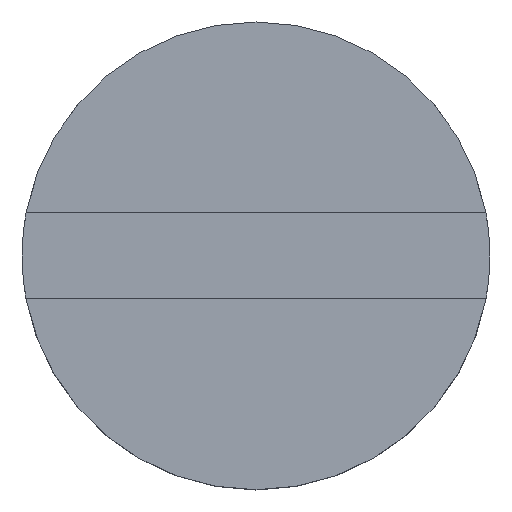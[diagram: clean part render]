
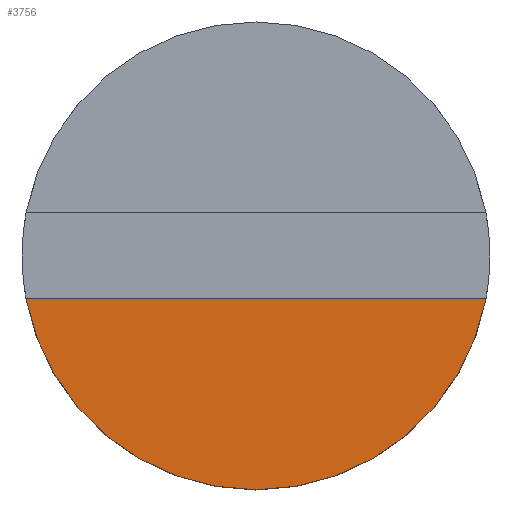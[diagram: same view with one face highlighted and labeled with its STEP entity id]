
A CAD part, top view. The second image highlights one B-rep face of the part: STEP entity #3756.
In plain terms, the highlighted planar face has unit normal (0, 0, 1).
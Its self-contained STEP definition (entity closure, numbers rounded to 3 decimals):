
#214 = AXIS2_PLACEMENT_3D ( 'NONE', #1874, #1066, #2615 ) ;
#309 = VERTEX_POINT ( 'NONE', #4986 ) ;
#584 = AXIS2_PLACEMENT_3D ( 'NONE', #2913, #3641, #8678 ) ;
#1066 = DIRECTION ( 'NONE',  ( 0., 0., 1. ) ) ;
#1193 = EDGE_LOOP ( 'NONE', ( #7906, #5144 ) ) ;
#1408 = VECTOR ( 'NONE', #3238, 1000. ) ;
#1874 = CARTESIAN_POINT ( 'NONE',  ( 0., 0., 1.3 ) ) ;
#1942 = CIRCLE ( 'NONE', #584, 1.9 ) ;
#2391 = CARTESIAN_POINT ( 'NONE',  ( 0., -0.35, 1.3 ) ) ;
#2615 = DIRECTION ( 'NONE',  ( 1., 0., 0. ) ) ;
#2913 = CARTESIAN_POINT ( 'NONE',  ( 0., 0., 1.3 ) ) ;
#3238 = DIRECTION ( 'NONE',  ( 1., 0., 0. ) ) ;
#3551 = LINE ( 'NONE', #2391, #1408 ) ;
#3583 = EDGE_CURVE ( 'NONE', #8121, #309, #1942, .T. ) ;
#3641 = DIRECTION ( 'NONE',  ( 0., 0., 1. ) ) ;
#3756 = ADVANCED_FACE ( 'NONE', ( #6345 ), #5391, .T. ) ;
#4883 = CARTESIAN_POINT ( 'NONE',  ( -1.867, -0.35, 1.3 ) ) ;
#4986 = CARTESIAN_POINT ( 'NONE',  ( 1.867, -0.35, 1.3 ) ) ;
#5144 = ORIENTED_EDGE ( 'NONE', *, *, #3583, .T. ) ;
#5391 = PLANE ( 'NONE',  #214 ) ;
#6345 = FACE_OUTER_BOUND ( 'NONE', #1193, .T. ) ;
#6507 = EDGE_CURVE ( 'NONE', #8121, #309, #3551, .T. ) ;
#7906 = ORIENTED_EDGE ( 'NONE', *, *, #6507, .F. ) ;
#8121 = VERTEX_POINT ( 'NONE', #4883 ) ;
#8678 = DIRECTION ( 'NONE',  ( 1., 0., 0. ) ) ;
